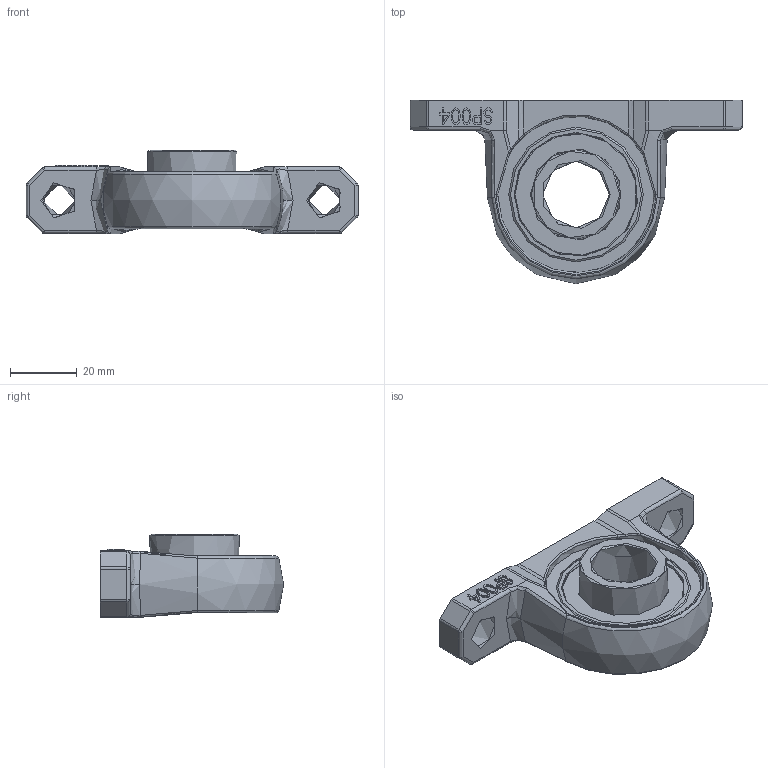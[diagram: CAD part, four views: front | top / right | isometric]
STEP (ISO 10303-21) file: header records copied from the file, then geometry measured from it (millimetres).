
FILE_DESCRIPTION(/* description */ (''),/* implementation_level */ '2;1');
FILE_NAME(/* name */ 'MKP004.stp',/* time_stamp */ '2016-02-03T15:28:30+01:00',/* author */ ('fje'),/* organization */ (''),/* preprocessor_version */ 'ST-DEVELOPER v15.2',/* originating_system */ 'Autodesk Inventor 2014',/* authorisation */ '');
FILE_SCHEMA (('AUTOMOTIVE_DESIGN { 1 0 10303 214 3 1 1 }'));
Length unit declared in the file: millimetre
Products named in the file (1): Part81
Bounding box: 99.6 x 55 x 25 mm (x, y, z)
Volume: 39437.6 mm3; surface area: 16627.6 mm2
Topology: 2 solids, 2 shells, 346 faces, 910 edges, 584 vertices
Faces by surface type: plane 229, bspline 47, cylinder 47, cone 9, sphere 8, torus 6
Full cylindrical faces by diameter (mm): 5 x2, 10 x2, 20 x1, 26.8 x2, 27.4 x2, 36.6 x2, 37.2 x2, 47 x2
Entity records: 12735 total; most frequent: CARTESIAN_POINT 4127, ORIENTED_EDGE 1762, DIRECTION 1566, EDGE_CURVE 881, LINE 636, VECTOR 636, VERTEX_POINT 579, AXIS2_PLACEMENT_3D 465
